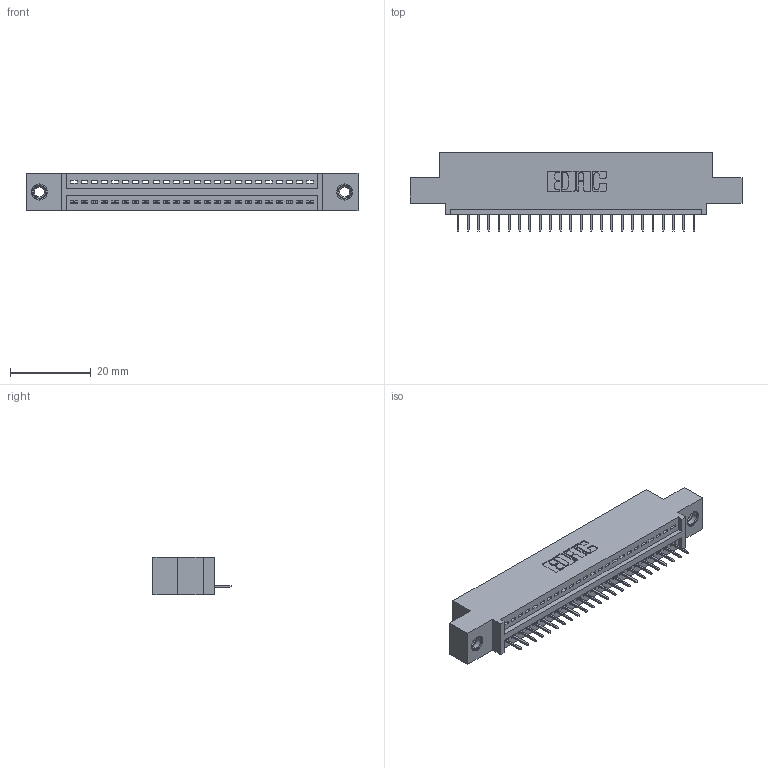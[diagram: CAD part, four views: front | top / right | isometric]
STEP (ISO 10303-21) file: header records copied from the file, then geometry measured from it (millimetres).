
FILE_DESCRIPTION (( 'STEP AP203' ), '1' );
FILE_NAME ('345-024-524-407.STEP', '2018-08-21T06:18:06', ( '' ), ( '' ), 'SwSTEP 2.0', 'SolidWorks 2016', '' );
FILE_SCHEMA (( 'CONFIG_CONTROL_DESIGN' ));
Length unit declared in the file: inch
Products named in the file (4): 345 Part_0.110 Offset - 0.156 Dia-TI; 345-292-001_345-293-124; 345-250-001_345-250-005-103; 345-024-524-407
Assembly tree (27 placements, depth 2):
  345-024-524-407
    345 Part_0.110 Offset - 0.156 Dia-TI
    345-292-001_345-293-124  x24
    345-250-001_345-250-005-103  x2
Bounding box: 82.17 x 19.35 x 9.4 mm (x, y, z)
Volume: 7475.4 mm3; surface area: 9500.7 mm2
Topology: 27 solids, 27 shells, 1678 faces, 4809 edges, 3102 vertices
Faces by surface type: plane 1220, cylinder 442, cone 12, torus 4
Entity records: 21878 total; most frequent: CARTESIAN_POINT 3771, ORIENTED_EDGE 3722, DIRECTION 3347, EDGE_CURVE 1861, VECTOR 1617, LINE 1617, VERTEX_POINT 1232, AXIS2_PLACEMENT_3D 865
